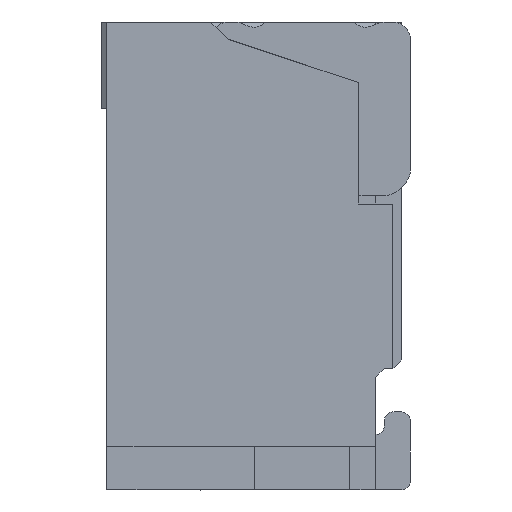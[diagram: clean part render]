
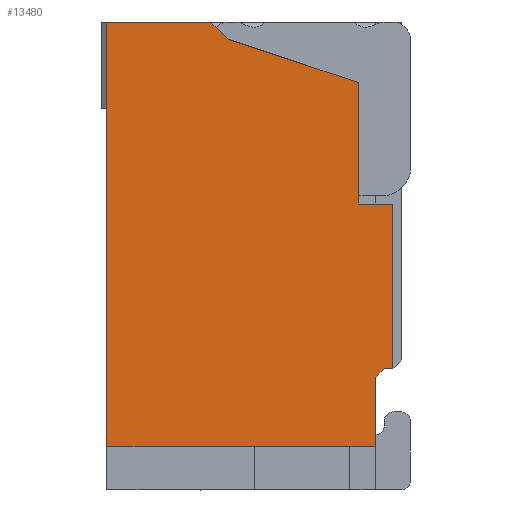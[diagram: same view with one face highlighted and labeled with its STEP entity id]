
A CAD part, left-side view. The second image highlights one B-rep face of the part: STEP entity #13480.
In plain terms, the highlighted planar face has unit normal (-1, 0, 0).
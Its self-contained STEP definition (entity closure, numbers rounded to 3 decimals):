
#11290=CARTESIAN_POINT('',(-17.5,0.05,1.65));
#11300=VERTEX_POINT('',#11290);
#11330=CARTESIAN_POINT('',(-17.5,0.25,1.65));
#11340=DIRECTION('',(0.,-1.,0.));
#11350=VECTOR('',#11340,0.2);
#11360=LINE('',#11330,#11350);
#11370=CARTESIAN_POINT('',(-17.5,0.25,1.65));
#11380=VERTEX_POINT('',#11370);
#11390=EDGE_CURVE('',#11380,#11300,#11360,.T.);
#12620=CARTESIAN_POINT('',(-17.5,0.049,2.701));
#12630=DIRECTION('',(-1.,0.,0.));
#12640=DIRECTION('',(0.,1.,0.));
#12650=AXIS2_PLACEMENT_3D('',#12620,#12630,#12640);
#12660=PLANE('',#12650);
#12670=CARTESIAN_POINT('',(-17.5,1.,2.6));
#12680=DIRECTION('',(0.,0.707,0.707));
#12690=VECTOR('',#12680,0.141);
#12700=LINE('',#12670,#12690);
#12710=CARTESIAN_POINT('',(-17.5,1.,2.6));
#12720=VERTEX_POINT('',#12710);
#12730=CARTESIAN_POINT('',(-17.5,1.1,2.7));
#12740=VERTEX_POINT('',#12730);
#12750=EDGE_CURVE('',#12720,#12740,#12700,.T.);
#12760=ORIENTED_EDGE('',*,*,#12750,.T.);
#12770=CARTESIAN_POINT('',(-17.5,0.25,2.35));
#12780=DIRECTION('',(0.,0.949,0.316));
#12790=VECTOR('',#12780,0.791);
#12800=LINE('',#12770,#12790);
#12810=CARTESIAN_POINT('',(-17.5,0.25,2.35));
#12820=VERTEX_POINT('',#12810);
#12830=EDGE_CURVE('',#12820,#12720,#12800,.T.);
#12840=ORIENTED_EDGE('',*,*,#12830,.T.);
#12850=CARTESIAN_POINT('',(-17.5,0.25,2.35));
#12860=DIRECTION('',(0.,0.,-1.));
#12870=VECTOR('',#12860,0.7);
#12880=LINE('',#12850,#12870);
#12890=EDGE_CURVE('',#12820,#11380,#12880,.T.);
#12900=ORIENTED_EDGE('',*,*,#12890,.F.);
#12910=ORIENTED_EDGE('',*,*,#11390,.F.);
#12920=CARTESIAN_POINT('',(-17.5,0.05,1.65));
#12930=DIRECTION('',(0.,0.,-1.));
#12940=VECTOR('',#12930,0.95);
#12950=LINE('',#12920,#12940);
#12960=CARTESIAN_POINT('',(-17.5,0.05,0.7));
#12970=VERTEX_POINT('',#12960);
#12980=EDGE_CURVE('',#11300,#12970,#12950,.T.);
#12990=ORIENTED_EDGE('',*,*,#12980,.F.);
#13000=CARTESIAN_POINT('',(-17.5,0.05,0.7));
#13010=DIRECTION('',(0.,1.,0.));
#13020=VECTOR('',#13010,0.05);
#13030=LINE('',#13000,#13020);
#13040=CARTESIAN_POINT('',(-17.5,0.1,0.7));
#13050=VERTEX_POINT('',#13040);
#13060=EDGE_CURVE('',#12970,#13050,#13030,.T.);
#13070=ORIENTED_EDGE('',*,*,#13060,.F.);
#13080=CARTESIAN_POINT('',(-17.5,0.15,0.65));
#13090=DIRECTION('',(0.,-0.707,0.707));
#13100=VECTOR('',#13090,0.071);
#13110=LINE('',#13080,#13100);
#13120=CARTESIAN_POINT('',(-17.5,0.15,0.65));
#13130=VERTEX_POINT('',#13120);
#13140=EDGE_CURVE('',#13130,#13050,#13110,.T.);
#13150=ORIENTED_EDGE('',*,*,#13140,.T.);
#13160=CARTESIAN_POINT('',(-17.5,0.15,0.));
#13170=DIRECTION('',(0.,0.,-1.));
#13180=VECTOR('',#13170,1.);
#13190=LINE('',#13160,#13180);
#13200=CARTESIAN_POINT('',(-17.5,0.15,0.25));
#13210=VERTEX_POINT('',#13200);
#13220=EDGE_CURVE('',#13130,#13210,#13190,.T.);
#13230=ORIENTED_EDGE('',*,*,#13220,.F.);
#13240=CARTESIAN_POINT('',(-17.5,0.,0.25));
#13250=DIRECTION('',(0.,-1.,0.));
#13260=VECTOR('',#13250,1.);
#13270=LINE('',#13240,#13260);
#13280=CARTESIAN_POINT('',(-17.5,1.7,0.25));
#13290=VERTEX_POINT('',#13280);
#13300=EDGE_CURVE('',#13290,#13210,#13270,.T.);
#13310=ORIENTED_EDGE('',*,*,#13300,.T.);
#13320=CARTESIAN_POINT('',(-17.5,1.7,0.));
#13330=DIRECTION('',(0.,0.,-1.));
#13340=VECTOR('',#13330,1.);
#13350=LINE('',#13320,#13340);
#13360=CARTESIAN_POINT('',(-17.5,1.7,2.7));
#13370=VERTEX_POINT('',#13360);
#13380=EDGE_CURVE('',#13370,#13290,#13350,.T.);
#13390=ORIENTED_EDGE('',*,*,#13380,.T.);
#13400=CARTESIAN_POINT('',(-17.5,1.7,2.7));
#13410=DIRECTION('',(0.,-1.,0.));
#13420=VECTOR('',#13410,0.6);
#13430=LINE('',#13400,#13420);
#13440=EDGE_CURVE('',#13370,#12740,#13430,.T.);
#13450=ORIENTED_EDGE('',*,*,#13440,.F.);
#13460=EDGE_LOOP('',(#13450,#13390,#13310,#13230,#13150,#13070,#12990,
#12910,#12900,#12840,#12760));
#13470=FACE_OUTER_BOUND('',#13460,.T.);
#13480=ADVANCED_FACE('',(#13470),#12660,.T.);
